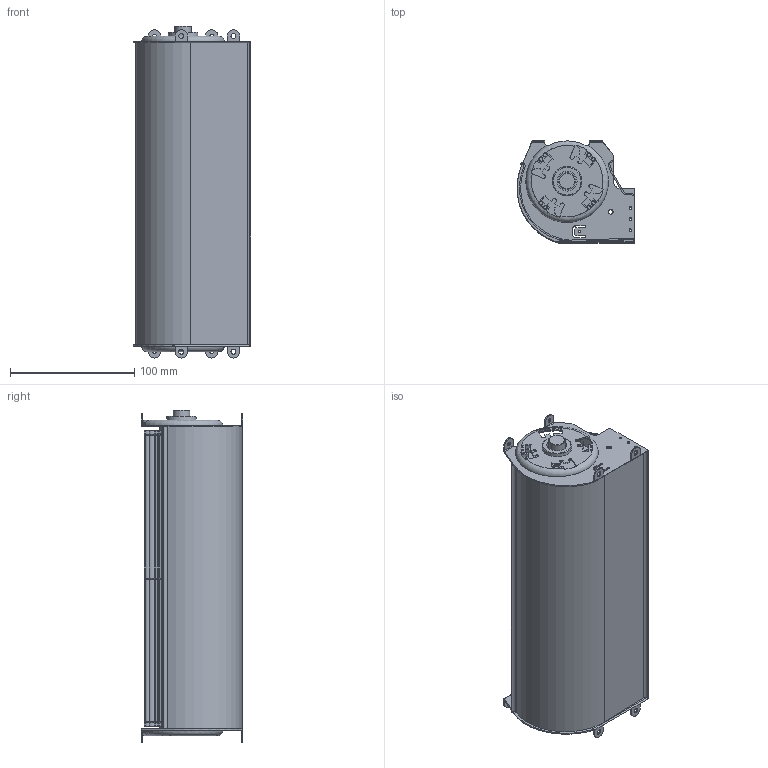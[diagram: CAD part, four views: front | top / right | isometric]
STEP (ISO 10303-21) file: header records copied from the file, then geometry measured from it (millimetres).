
FILE_DESCRIPTION(/* description */ (''),/* implementation_level */ '2;1');
FILE_NAME(/* name */ 'tangential impeller.stp',/* time_stamp */ '2024-05-31T11:00:31+02:00',/* author */ ('18907419'),/* organization */ (''),/* preprocessor_version */ 'ST-DEVELOPER v18.1',/* originating_system */ 'Autodesk Inventor 2022',/* authorisation */ '');
FILE_SCHEMA (('AUTOMOTIVE_DESIGN { 1 0 10303 214 3 1 1 }'));
Length unit declared in the file: millimetre
Products named in the file (6): tangential impeller; Äåêà 238 ìì Langdi; Ìóôòà êðûëü÷
àòêè Langdi; Êðûëü÷àòêà 238
 ìì Langdi; Ãíåçäî ïîäøè
ïíèêà Langdi; Ïîäøèïíèêîâ
ûé óçåë
Assembly tree (5 placements, depth 2):
  tangential impeller
    Äåêà 238 ìì Langdi
    Ìóôòà êðûëü÷
àòêè Langdi
    Êðûëü÷àòêà 238
 ìì Langdi
    Ãíåçäî ïîäøè
ïíèêà Langdi
    Ïîäøèïíèêîâ
ûé óçåë
Bounding box: 94.7 x 82 x 267.1 mm (x, y, z)
Volume: 84399.2 mm3; surface area: 235364.4 mm2
Topology: 5 solids, 5 shells, 927 faces, 2667 edges, 1659 vertices
Faces by surface type: plane 537, cylinder 354, sphere 16, torus 12, cone 7, bspline 1
Full cylindrical faces by diameter (mm): 2 x2, 2.2 x12, 3 x8, 3.4 x2, 4 x6, 5 x1, 7.5 x1, 9.8 x1, 11.9 x1, 13.4 x1, 16 x1, 18 x2, 18.2 x1, 20.2 x1, 23.6 x1, 29.6 x1, 35 x1, 60 x3, 64.5 x2
Entity records: 31398 total; most frequent: CARTESIAN_POINT 5870, DIRECTION 5423, ORIENTED_EDGE 5334, EDGE_CURVE 2667, AXIS2_PLACEMENT_3D 1891, VERTEX_POINT 1659, LINE 1641, VECTOR 1641
